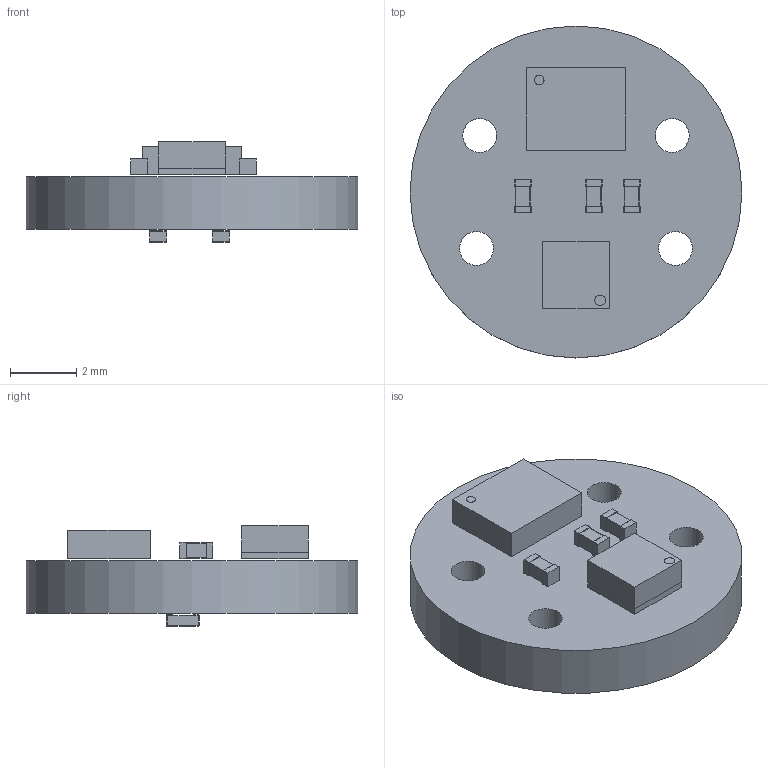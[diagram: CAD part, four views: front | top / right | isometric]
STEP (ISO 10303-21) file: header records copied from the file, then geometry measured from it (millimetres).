
FILE_DESCRIPTION(/* description */ ('KiCad electronic assembly'),/* implementation_level */ '2;1');
FILE_NAME(/* name */ 'IMU6.step',/* time_stamp */ '2024-11-07T13:18:16+01:00',/* author */ (''),/* organization */ (''),/* preprocessor_version */ 'ST-DEVELOPER v20',/* originating_system */ 'Autodesk Translation Framework v13.20.0.188',/* authorisation */ '');
FILE_SCHEMA (('AUTOMOTIVE_DESIGN { 1 0 10303 214 3 1 1 }'));
Length unit declared in the file: millimetre
Products named in the file (10): IMU5 1; LSM6DSOXTR; COMPOUND; LIS3MDLTR; COMPOUND_1; C_0402_1005Metric; SOLID; R_0402_1005Metric; SOLID_1; IMU5 PCB
Assembly tree (12 placements, depth 3):
  IMU5 1
    C_0402_1005Metric  x3
      SOLID
    LSM6DSOXTR
      COMPOUND
    LIS3MDLTR
      COMPOUND_1
    R_0402_1005Metric  x2
      SOLID_1
    IMU5 PCB
Bounding box: 10 x 10 x 3.03 mm (x, y, z)
Volume: 130.4 mm3; surface area: 292.5 mm2
Topology: 37 solids, 37 shells, 461 faces, 1051 edges, 698 vertices
Faces by surface type: plane 400, cylinder 61
Full cylindrical faces by diameter (mm): 0.283 x2, 0.32 x2, 1.02 x4, 10 x1
Entity records: 10668 total; most frequent: CARTESIAN_POINT 1798, DIRECTION 1699, ORIENTED_EDGE 1678, EDGE_CURVE 839, LINE 781, VECTOR 781, VERTEX_POINT 558, AXIS2_PLACEMENT_3D 459
